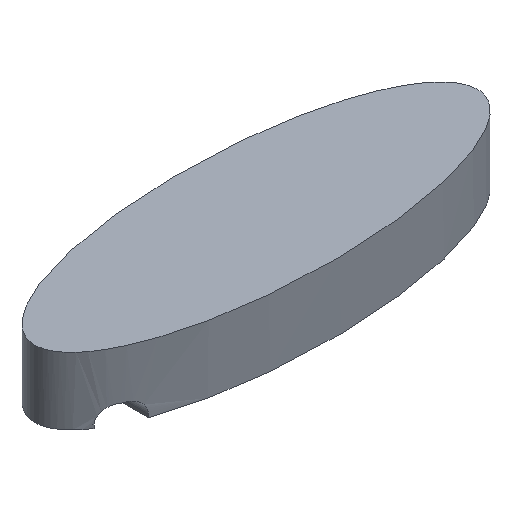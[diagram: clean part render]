
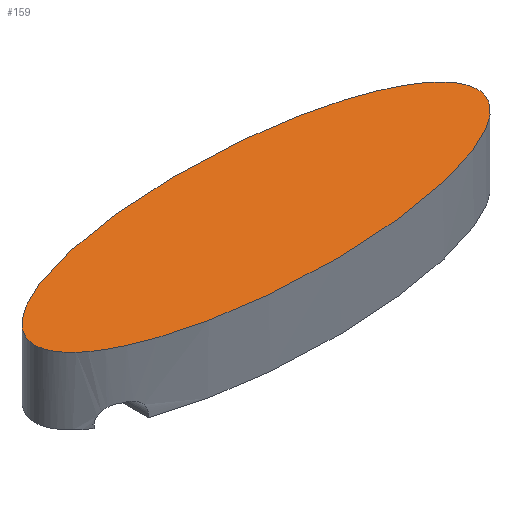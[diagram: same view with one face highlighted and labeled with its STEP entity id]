
A CAD part, isometric view. The second image highlights one B-rep face of the part: STEP entity #159.
In plain terms, the highlighted planar face has unit normal (0, 0, 1).
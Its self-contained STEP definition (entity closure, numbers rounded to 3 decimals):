
#21=ELLIPSE('',#186,72.5,25.);
#27=PLANE('',#187);
#36=FACE_OUTER_BOUND('',#45,.T.);
#45=EDGE_LOOP('',(#148));
#85=VERTEX_POINT('',#323);
#105=EDGE_CURVE('',#85,#85,#21,.T.);
#148=ORIENTED_EDGE('',*,*,#105,.T.);
#159=ADVANCED_FACE('',(#36),#27,.T.);
#186=AXIS2_PLACEMENT_3D('',#324,#224,#225);
#187=AXIS2_PLACEMENT_3D('',#326,#227,#228);
#224=DIRECTION('center_axis',(0.,0.,1.));
#225=DIRECTION('ref_axis',(-1.,0.,0.));
#227=DIRECTION('center_axis',(0.,0.,1.));
#228=DIRECTION('ref_axis',(1.,0.,0.));
#323=CARTESIAN_POINT('',(167.29,83.005,7.));
#324=CARTESIAN_POINT('Origin',(94.79,83.005,7.));
#326=CARTESIAN_POINT('Origin',(94.79,83.005,7.));
